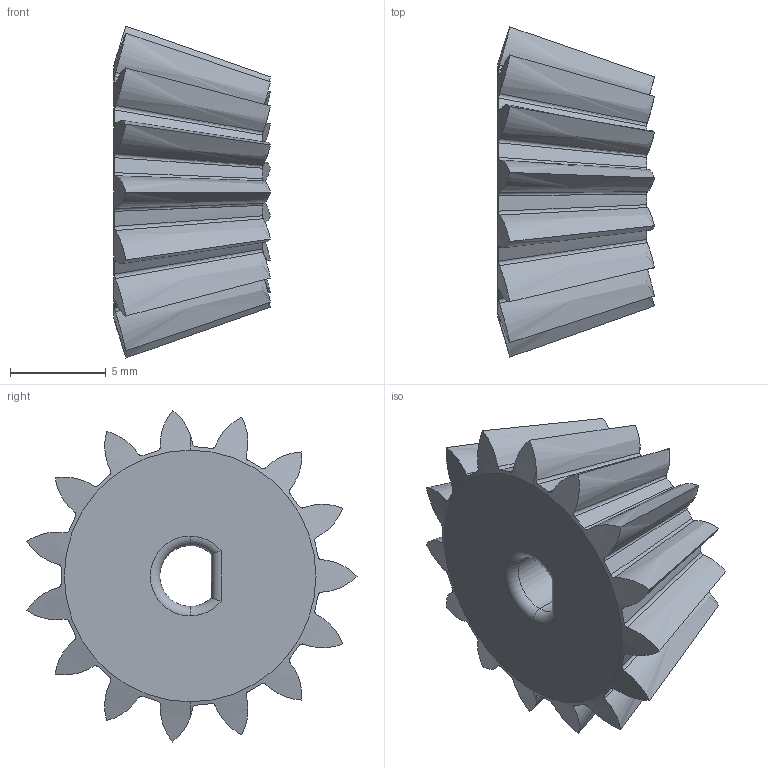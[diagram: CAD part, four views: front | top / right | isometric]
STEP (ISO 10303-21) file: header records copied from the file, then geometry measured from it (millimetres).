
FILE_DESCRIPTION (( 'STEP AP214' ), '1' );
FILE_NAME ('diff pinion gear.STEP', '2024-08-30T07:27:50', ( '' ), ( '' ), 'SwSTEP 2.0', 'SolidWorks 2023', '' );
FILE_SCHEMA (( 'AUTOMOTIVE_DESIGN' ));
Length unit declared in the file: millimetre
Products named in the file (1): diff pinion gear
Bounding box: 8.19 x 17.26 x 17.36 mm (x, y, z)
Volume: 963.3 mm3; surface area: 899.7 mm2
Topology: 1 solids, 1 shells, 95 faces, 269 edges, 176 vertices
Faces by surface type: bspline 75, cylinder 7, torus 6, cone 4, plane 3
Entity records: 4740 total; most frequent: CARTESIAN_POINT 2875, ORIENTED_EDGE 538, EDGE_CURVE 269, VERTEX_POINT 176, B_SPLINE_CURVE_WITH_KNOTS 173, DIRECTION 160, EDGE_LOOP 97, FACE_OUTER_BOUND 95
